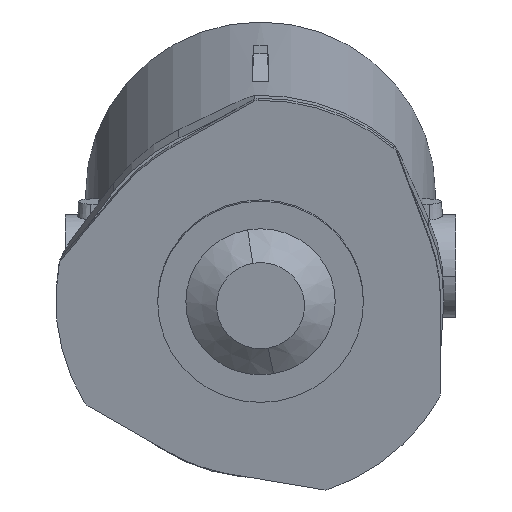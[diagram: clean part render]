
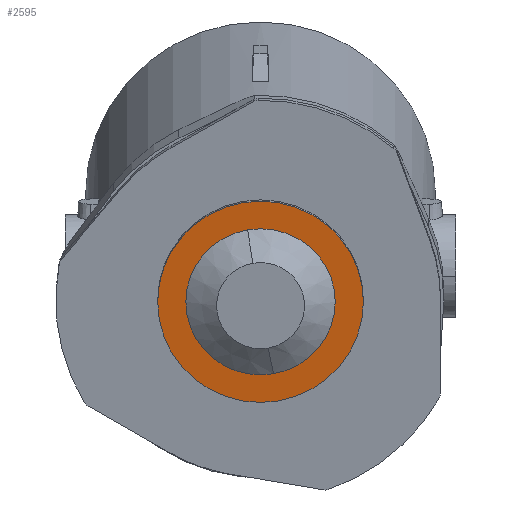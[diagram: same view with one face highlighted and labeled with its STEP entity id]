
A CAD part, left-side view. The second image highlights one B-rep face of the part: STEP entity #2595.
In plain terms, the highlighted planar face has unit normal (-0.978, 0, -0.207).
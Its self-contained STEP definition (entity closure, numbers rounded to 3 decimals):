
#119 = AXIS2_PLACEMENT_3D ( 'NONE', #893, #1296, #4000 ) ;
#241 = EDGE_CURVE ( 'NONE', #2275, #3889, #2825, .T. ) ;
#242 = AXIS2_PLACEMENT_3D ( 'NONE', #4778, #4801, #2404 ) ;
#282 = EDGE_CURVE ( 'NONE', #3889, #2275, #5179, .T. ) ;
#288 = ORIENTED_EDGE ( 'NONE', *, *, #241, .T. ) ;
#519 = DIRECTION ( 'NONE',  ( -0.978, 0., -0.208 ) ) ;
#545 = EDGE_LOOP ( 'NONE', ( #4147, #4671 ) ) ;
#649 = AXIS2_PLACEMENT_3D ( 'NONE', #2126, #4948, #1760 ) ;
#700 = DIRECTION ( 'NONE',  ( -0.978, 0., -0.208 ) ) ;
#794 = VERTEX_POINT ( 'NONE', #3270 ) ;
#815 = CIRCLE ( 'NONE', #649, 72.608 ) ;
#893 = CARTESIAN_POINT ( 'NONE',  ( -513.343, -194., 603.139 ) ) ;
#1296 = DIRECTION ( 'NONE',  ( -0.978, 0., -0.208 ) ) ;
#1320 = CARTESIAN_POINT ( 'NONE',  ( -513.343, -194., 603.139 ) ) ;
#1760 = DIRECTION ( 'NONE',  ( 0.204, -0.174, -0.963 ) ) ;
#1961 = ORIENTED_EDGE ( 'NONE', *, *, #282, .T. ) ;
#2126 = CARTESIAN_POINT ( 'NONE',  ( -513.343, -194., 603.139 ) ) ;
#2146 = AXIS2_PLACEMENT_3D ( 'NONE', #1320, #519, #3276 ) ;
#2223 = CIRCLE ( 'NONE', #2146, 72.608 ) ;
#2260 = FACE_OUTER_BOUND ( 'NONE', #2313, .T. ) ;
#2275 = VERTEX_POINT ( 'NONE', #2930 ) ;
#2280 = DIRECTION ( 'NONE',  ( 0.204, -0.174, -0.963 ) ) ;
#2313 = EDGE_LOOP ( 'NONE', ( #288, #1961 ) ) ;
#2404 = DIRECTION ( 'NONE',  ( 0.204, -0.174, -0.963 ) ) ;
#2595 = ADVANCED_FACE ( 'NONE', ( #2702, #2260 ), #3903, .T. ) ;
#2702 = FACE_BOUND ( 'NONE', #545, .T. ) ;
#2825 = CIRCLE ( 'NONE', #242, 100. ) ;
#2930 = CARTESIAN_POINT ( 'NONE',  ( -492.908, -211.365, 506.802 ) ) ;
#2974 = EDGE_CURVE ( 'NONE', #794, #3169, #2223, .T. ) ;
#3169 = VERTEX_POINT ( 'NONE', #4817 ) ;
#3270 = CARTESIAN_POINT ( 'NONE',  ( -528.181, -181.392, 673.088 ) ) ;
#3276 = DIRECTION ( 'NONE',  ( 0.204, -0.174, -0.963 ) ) ;
#3483 = CARTESIAN_POINT ( 'NONE',  ( -516.01, -266.876, 615.71 ) ) ;
#3491 = EDGE_CURVE ( 'NONE', #3169, #794, #815, .T. ) ;
#3889 = VERTEX_POINT ( 'NONE', #4024 ) ;
#3903 = PLANE ( 'NONE',  #4458 ) ;
#4000 = DIRECTION ( 'NONE',  ( 0.204, -0.174, -0.963 ) ) ;
#4024 = CARTESIAN_POINT ( 'NONE',  ( -533.779, -176.635, 699.477 ) ) ;
#4147 = ORIENTED_EDGE ( 'NONE', *, *, #2974, .F. ) ;
#4458 = AXIS2_PLACEMENT_3D ( 'NONE', #3483, #700, #2280 ) ;
#4671 = ORIENTED_EDGE ( 'NONE', *, *, #3491, .F. ) ;
#4778 = CARTESIAN_POINT ( 'NONE',  ( -513.343, -194., 603.139 ) ) ;
#4801 = DIRECTION ( 'NONE',  ( -0.978, 0., -0.208 ) ) ;
#4817 = CARTESIAN_POINT ( 'NONE',  ( -498.506, -206.608, 533.191 ) ) ;
#4948 = DIRECTION ( 'NONE',  ( -0.978, 0., -0.208 ) ) ;
#5179 = CIRCLE ( 'NONE', #119, 100. ) ;
